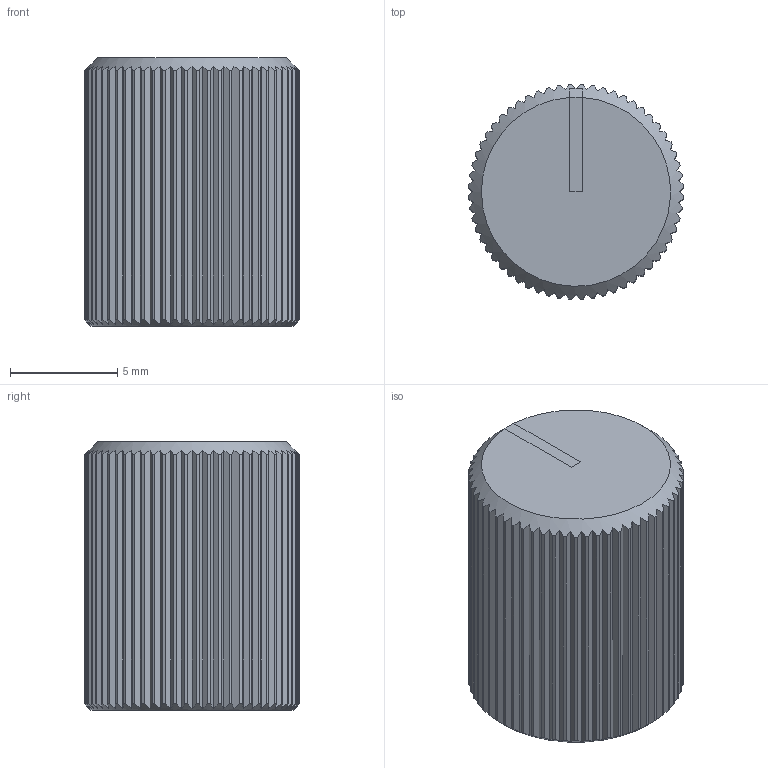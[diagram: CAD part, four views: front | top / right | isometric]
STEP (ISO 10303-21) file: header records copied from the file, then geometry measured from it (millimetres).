
FILE_DESCRIPTION((' '),'2;1');
FILE_NAME( 'Silver - With Line (T18-Shaft).stp', '2022-09-09T10:41:34', (' '), ('--- Datakit www.datakit.com---'), ' Datakit CrossCadWare V2022.3 Jun 15 2022', 'DATAKIT 2022 (c)', ' ');
FILE_SCHEMA(('AP242_MANAGED_MODEL_BASED_3D_ENGINEERING_MIM_LF { 1 0 10303 442 1 1 4 }'));
Length unit declared in the file: millimetre
Products named in the file (1): Silver - With Line (T18-Shaft)
Bounding box: 9.99 x 9.99 x 12.5 mm (x, y, z)
Volume: 636.6 mm3; surface area: 902.3 mm2
Topology: 1 solids, 1 shells, 310 faces, 917 edges, 611 vertices
Faces by surface type: plane 245, cylinder 61, cone 3, torus 1
Full cylindrical faces by diameter (mm): 8.888 x1
Entity records: 11233 total; most frequent: CARTESIAN_POINT 3408, ORIENTED_EDGE 1824, DIRECTION 1297, EDGE_CURVE 912, VERTEX_POINT 610, AXIS2_PLACEMENT_3D 437, VECTOR 423, LINE 423
